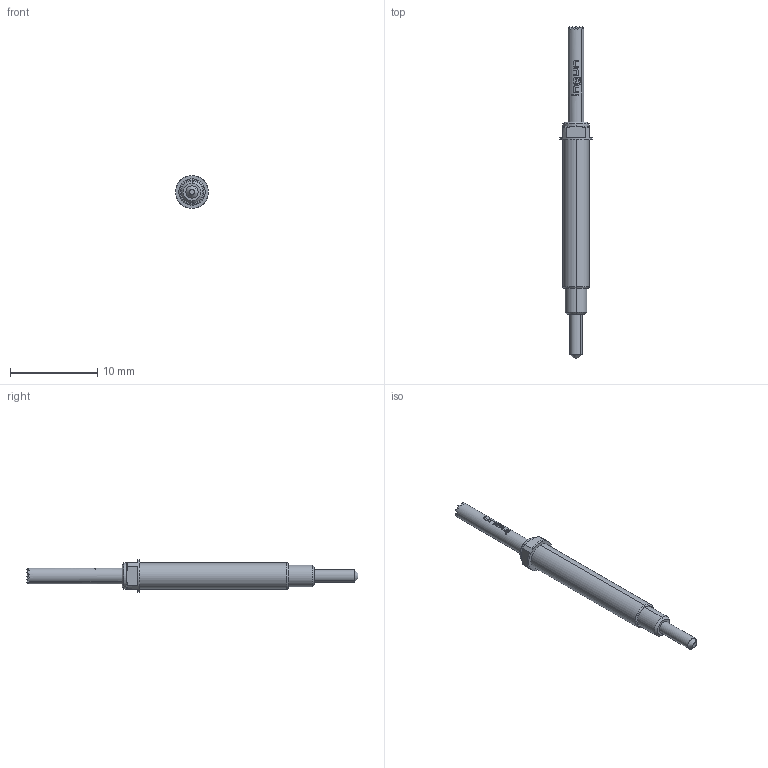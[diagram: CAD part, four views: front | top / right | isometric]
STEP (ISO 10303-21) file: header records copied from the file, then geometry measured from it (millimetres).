
FILE_DESCRIPTION (( 'STEP AP203' ), '1' );
FILE_NAME ('INGUN_GKS-503_206_180_R_xx02_M.STEP', '2020-07-16T15:24:41', ( '' ), ( '' ), 'SwSTEP 2.0', 'SolidWorks 2018', '' );
FILE_SCHEMA (( 'CONFIG_CONTROL_DESIGN' ));
Length unit declared in the file: millimetre
Products named in the file (1): INGUN_GKS-503_206_180_R_xx02_M
Bounding box: 3.75 x 38 x 3.75 mm (x, y, z)
Volume: 186.1 mm3; surface area: 307.8 mm2
Topology: 1 solids, 1 shells, 159 faces, 372 edges, 225 vertices
Faces by surface type: plane 77, bspline 54, cylinder 18, cone 8, torus 2
Entity records: 5543 total; most frequent: CARTESIAN_POINT 2471, ORIENTED_EDGE 744, DIRECTION 400, EDGE_CURVE 372, VERTEX_POINT 225, B_SPLINE_CURVE_WITH_KNOTS 192, EDGE_LOOP 169, FACE_OUTER_BOUND 159
